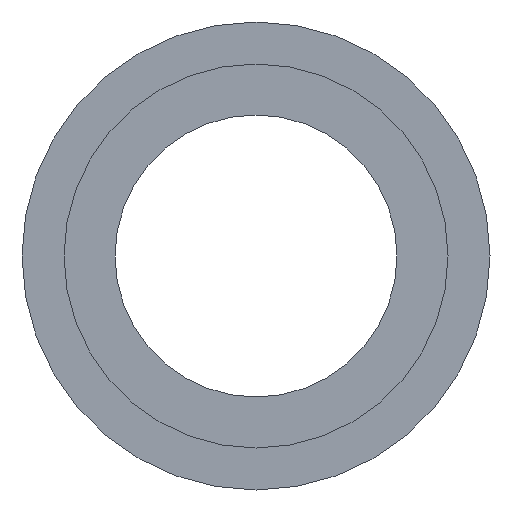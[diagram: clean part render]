
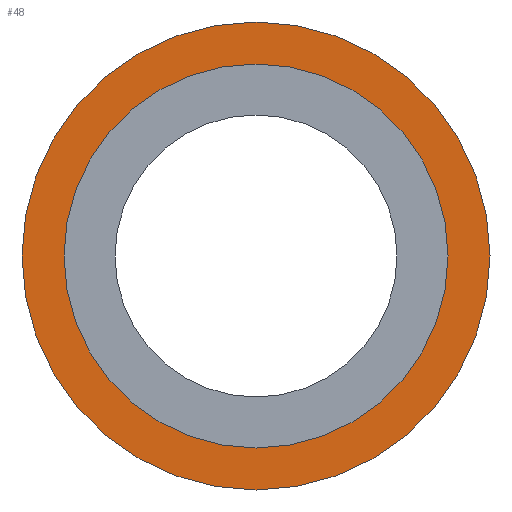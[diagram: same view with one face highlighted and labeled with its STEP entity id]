
A CAD part, front view. The second image highlights one B-rep face of the part: STEP entity #48.
In plain terms, the highlighted planar face has unit normal (0, -1, 0).
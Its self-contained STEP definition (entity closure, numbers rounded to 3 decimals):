
#7 = AXIS2_PLACEMENT_3D ( 'NONE', #180, #22, #121 ) ;
#16 = DIRECTION ( 'NONE',  ( 0., 1., 0. ) ) ;
#17 = CARTESIAN_POINT ( 'NONE',  ( 15., 8.5, 0. ) ) ;
#19 = CARTESIAN_POINT ( 'NONE',  ( 0., 8.5, 0. ) ) ;
#22 = DIRECTION ( 'NONE',  ( 0., 1., 0. ) ) ;
#32 = CIRCLE ( 'NONE', #191, 19.5 ) ;
#34 = EDGE_CURVE ( 'NONE', #152, #152, #32, .T. ) ;
#48 = ADVANCED_FACE ( 'NONE', ( #161, #79 ), #78, .F. ) ;
#61 = ORIENTED_EDGE ( 'NONE', *, *, #34, .F. ) ;
#77 = AXIS2_PLACEMENT_3D ( 'NONE', #17, #178, #145 ) ;
#78 = PLANE ( 'NONE',  #77 ) ;
#79 = FACE_BOUND ( 'NONE', #174, .T. ) ;
#89 = ORIENTED_EDGE ( 'NONE', *, *, #170, .T. ) ;
#98 = DIRECTION ( 'NONE',  ( -1., 0., 0. ) ) ;
#103 = CIRCLE ( 'NONE', #7, 15. ) ;
#105 = CARTESIAN_POINT ( 'NONE',  ( -19.5, 8.5, 0. ) ) ;
#121 = DIRECTION ( 'NONE',  ( -1., 0., 0. ) ) ;
#145 = DIRECTION ( 'NONE',  ( -1., 0., 0. ) ) ;
#151 = CARTESIAN_POINT ( 'NONE',  ( -15., 8.5, 0. ) ) ;
#152 = VERTEX_POINT ( 'NONE', #105 ) ;
#161 = FACE_OUTER_BOUND ( 'NONE', #214, .T. ) ;
#170 = EDGE_CURVE ( 'NONE', #201, #201, #103, .T. ) ;
#174 = EDGE_LOOP ( 'NONE', ( #89 ) ) ;
#178 = DIRECTION ( 'NONE',  ( 0., 1., 0. ) ) ;
#180 = CARTESIAN_POINT ( 'NONE',  ( 0., 8.5, 0. ) ) ;
#191 = AXIS2_PLACEMENT_3D ( 'NONE', #19, #16, #98 ) ;
#201 = VERTEX_POINT ( 'NONE', #151 ) ;
#214 = EDGE_LOOP ( 'NONE', ( #61 ) ) ;
